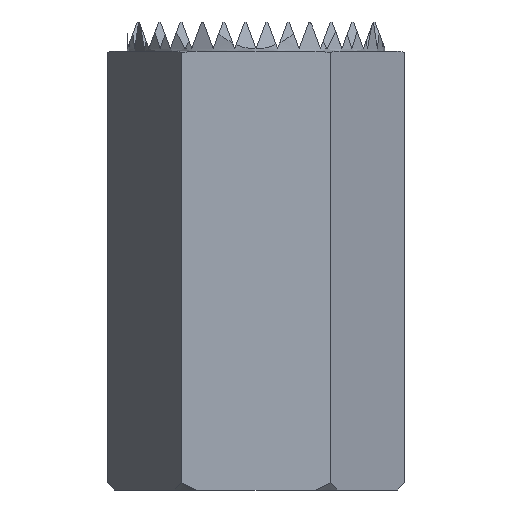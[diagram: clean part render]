
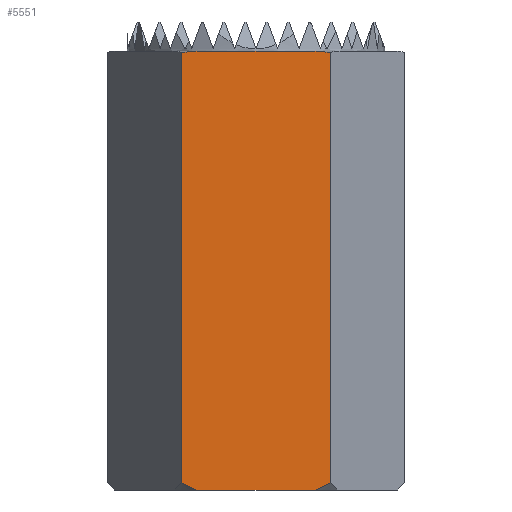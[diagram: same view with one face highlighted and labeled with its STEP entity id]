
A CAD part, left-side view. The second image highlights one B-rep face of the part: STEP entity #5551.
In plain terms, the highlighted planar face has unit normal (-1, 0, 0).
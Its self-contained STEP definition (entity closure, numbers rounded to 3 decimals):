
#163 = ORIENTED_EDGE ( 'NONE', *, *, #11335, .T. ) ;
#536 = CARTESIAN_POINT ( 'NONE',  ( -11., -6.351, 37.374 ) ) ;
#551 = CARTESIAN_POINT ( 'NONE',  ( -11., 0., 37.5 ) ) ;
#906 = DIRECTION ( 'NONE',  ( 0., 0., -1. ) ) ;
#957 = VECTOR ( 'NONE', #906, 1000. ) ;
#1186 = PLANE ( 'NONE',  #13042 ) ;
#1200 = ORIENTED_EDGE ( 'NONE', *, *, #14017, .F. ) ;
#1499 = EDGE_CURVE ( 'NONE', #10485, #3376, #9242, .T. ) ;
#1685 = ORIENTED_EDGE ( 'NONE', *, *, #5421, .T. ) ;
#2091 = CARTESIAN_POINT ( 'NONE',  ( -11., 6.351, 42.5 ) ) ;
#2110 = CARTESIAN_POINT ( 'NONE',  ( -11., -5.916, 37.452 ) ) ;
#2265 = CARTESIAN_POINT ( 'NONE',  ( -11., -5.041, 37.5 ) ) ;
#2550 = VERTEX_POINT ( 'NONE', #13173 ) ;
#2649 = CARTESIAN_POINT ( 'NONE',  ( -11., -6.351, 0.6 ) ) ;
#2913 = VECTOR ( 'NONE', #3944, 1000. ) ;
#2942 = ORIENTED_EDGE ( 'NONE', *, *, #3128, .T. ) ;
#3052 = CARTESIAN_POINT ( 'NONE',  ( -11., -6.134, 37.421 ) ) ;
#3128 = EDGE_CURVE ( 'NONE', #7009, #10485, #9577, .T. ) ;
#3239 = CARTESIAN_POINT ( 'NONE',  ( -11., 5.041, 37.5 ) ) ;
#3296 = CARTESIAN_POINT ( 'NONE',  ( -11., -5.041, 37.5 ) ) ;
#3322 = CARTESIAN_POINT ( 'NONE',  ( -11., -6.351, 0. ) ) ;
#3376 = VERTEX_POINT ( 'NONE', #9359 ) ;
#3475 = CARTESIAN_POINT ( 'NONE',  ( -11., 5.489, 0.185 ) ) ;
#3656 = EDGE_CURVE ( 'NONE', #2550, #11126, #13510, .T. ) ;
#3852 = EDGE_LOOP ( 'NONE', ( #6524, #6282, #2942, #8552, #1685, #6885, #163, #13011, #1200 ) ) ;
#3944 = DIRECTION ( 'NONE',  ( 0., 1., 0. ) ) ;
#4143 = EDGE_CURVE ( 'NONE', #11221, #10604, #10070, .T. ) ;
#4410 = LINE ( 'NONE', #3322, #6107 ) ;
#4732 = VECTOR ( 'NONE', #8679, 1000. ) ;
#5421 = EDGE_CURVE ( 'NONE', #3376, #6333, #13801, .T. ) ;
#5439 = FACE_OUTER_BOUND ( 'NONE', #3852, .T. ) ;
#5551 = ADVANCED_FACE ( 'NONE', ( #5439 ), #1186, .F. ) ;
#5964 = CARTESIAN_POINT ( 'NONE',  ( -11., 6.351, 37.374 ) ) ;
#6107 = VECTOR ( 'NONE', #12098, 1000. ) ;
#6282 = ORIENTED_EDGE ( 'NONE', *, *, #7097, .F. ) ;
#6333 = VERTEX_POINT ( 'NONE', #3239 ) ;
#6524 = ORIENTED_EDGE ( 'NONE', *, *, #4143, .F. ) ;
#6556 = CARTESIAN_POINT ( 'NONE',  ( -11., -6.351, 0.6 ) ) ;
#6851 = CARTESIAN_POINT ( 'NONE',  ( -11., 6.351, 37.374 ) ) ;
#6885 = ORIENTED_EDGE ( 'NONE', *, *, #13002, .T. ) ;
#7009 = VERTEX_POINT ( 'NONE', #536 ) ;
#7097 = EDGE_CURVE ( 'NONE', #7009, #11221, #11842, .T. ) ;
#7243 = CARTESIAN_POINT ( 'NONE',  ( -11., -5.045, 0. ) ) ;
#7373 = CARTESIAN_POINT ( 'NONE',  ( -11., -6.351, 42.5 ) ) ;
#7823 = CARTESIAN_POINT ( 'NONE',  ( -11., -5.045, 0. ) ) ;
#8105 = CARTESIAN_POINT ( 'NONE',  ( -11., -5.492, 0.186 ) ) ;
#8113 = CARTESIAN_POINT ( 'NONE',  ( -11., 5.915, 37.453 ) ) ;
#8552 = ORIENTED_EDGE ( 'NONE', *, *, #1499, .T. ) ;
#8679 = DIRECTION ( 'NONE',  ( 0., 1., 0. ) ) ;
#8799 = CARTESIAN_POINT ( 'NONE',  ( -11., -5.26, 37.5 ) ) ;
#8803 = DIRECTION ( 'NONE',  ( 1., 0., 0. ) ) ;
#9242 = LINE ( 'NONE', #13651, #4732 ) ;
#9255 = CARTESIAN_POINT ( 'NONE',  ( -11., 5.041, 37.5 ) ) ;
#9324 = CARTESIAN_POINT ( 'NONE',  ( -11., -5.926, 0.388 ) ) ;
#9359 = CARTESIAN_POINT ( 'NONE',  ( -11., 0., 37.5 ) ) ;
#9577 = B_SPLINE_CURVE_WITH_KNOTS ( 'NONE', 3,
 ( #9664, #3052, #2110, #11968, #8799, #2265 ),
 .UNSPECIFIED., .F., .F.,
 ( 4, 2, 4 ),
 ( 0.028, 0.029, 0.03 ),
 .UNSPECIFIED. ) ;
#9645 = CARTESIAN_POINT ( 'NONE',  ( -11., 6.351, 0.6 ) ) ;
#9664 = CARTESIAN_POINT ( 'NONE',  ( -11., -6.351, 37.374 ) ) ;
#10070 = B_SPLINE_CURVE_WITH_KNOTS ( 'NONE', 3,
 ( #2649, #9324, #8105, #7243 ),
 .UNSPECIFIED., .F., .F.,
 ( 4, 4 ),
 ( 0.044, 0.045 ),
 .UNSPECIFIED. ) ;
#10288 = CARTESIAN_POINT ( 'NONE',  ( -11., 5.259, 37.5 ) ) ;
#10485 = VERTEX_POINT ( 'NONE', #3296 ) ;
#10604 = VERTEX_POINT ( 'NONE', #7823 ) ;
#10863 = DIRECTION ( 'NONE',  ( 0., 0., -1. ) ) ;
#10894 = CARTESIAN_POINT ( 'NONE',  ( -11., 6.351, 42.5 ) ) ;
#11126 = VERTEX_POINT ( 'NONE', #9645 ) ;
#11221 = VERTEX_POINT ( 'NONE', #6556 ) ;
#11335 = EDGE_CURVE ( 'NONE', #12796, #11126, #11948, .T. ) ;
#11429 = CARTESIAN_POINT ( 'NONE',  ( -11., 6.135, 37.421 ) ) ;
#11842 = LINE ( 'NONE', #7373, #957 ) ;
#11948 = LINE ( 'NONE', #2091, #12069 ) ;
#11968 = CARTESIAN_POINT ( 'NONE',  ( -11., -5.479, 37.492 ) ) ;
#12069 = VECTOR ( 'NONE', #10863, 1000. ) ;
#12098 = DIRECTION ( 'NONE',  ( 0., 1., 0. ) ) ;
#12240 = CARTESIAN_POINT ( 'NONE',  ( -11., 6.351, 0.6 ) ) ;
#12316 = CARTESIAN_POINT ( 'NONE',  ( -11., 5.045, 0. ) ) ;
#12385 = CARTESIAN_POINT ( 'NONE',  ( -11., 5.923, 0.386 ) ) ;
#12796 = VERTEX_POINT ( 'NONE', #6851 ) ;
#13002 = EDGE_CURVE ( 'NONE', #6333, #12796, #14207, .T. ) ;
#13011 = ORIENTED_EDGE ( 'NONE', *, *, #3656, .F. ) ;
#13042 = AXIS2_PLACEMENT_3D ( 'NONE', #10894, #8803, #13202 ) ;
#13173 = CARTESIAN_POINT ( 'NONE',  ( -11., 5.045, 0. ) ) ;
#13202 = DIRECTION ( 'NONE',  ( 0., 1., 0. ) ) ;
#13510 = B_SPLINE_CURVE_WITH_KNOTS ( 'NONE', 3,
 ( #12316, #3475, #12385, #12240 ),
 .UNSPECIFIED., .F., .F.,
 ( 4, 4 ),
 ( 0.055, 0.056 ),
 .UNSPECIFIED. ) ;
#13651 = CARTESIAN_POINT ( 'NONE',  ( -11., 0., 37.5 ) ) ;
#13667 = CARTESIAN_POINT ( 'NONE',  ( -11., 5.477, 37.492 ) ) ;
#13801 = LINE ( 'NONE', #551, #2913 ) ;
#14017 = EDGE_CURVE ( 'NONE', #10604, #2550, #4410, .T. ) ;
#14207 = B_SPLINE_CURVE_WITH_KNOTS ( 'NONE', 3,
 ( #9255, #10288, #13667, #8113, #11429, #5964 ),
 .UNSPECIFIED., .F., .F.,
 ( 4, 2, 4 ),
 ( 0.005, 0.006, 0.006 ),
 .UNSPECIFIED. ) ;
